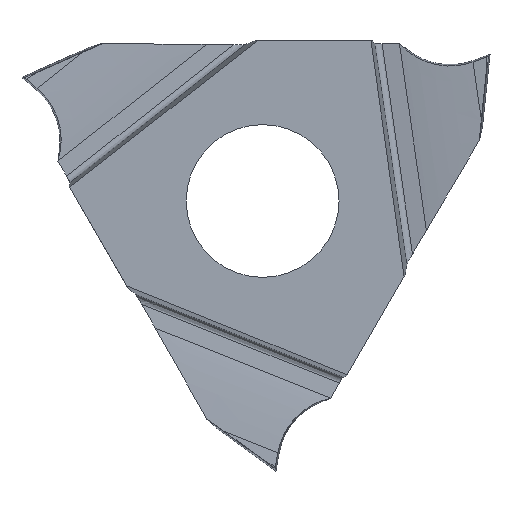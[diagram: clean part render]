
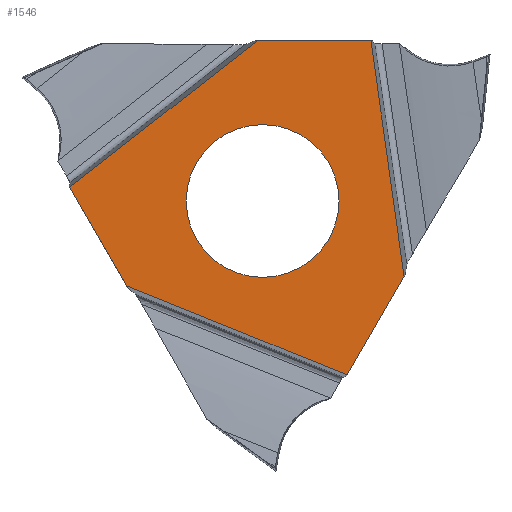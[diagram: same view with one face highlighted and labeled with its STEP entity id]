
A CAD part, left-side view. The second image highlights one B-rep face of the part: STEP entity #1546.
In plain terms, the highlighted planar face has unit normal (-1, 0, 0).
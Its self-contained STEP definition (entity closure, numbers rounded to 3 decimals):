
#18=CARTESIAN_POINT('',(-3.18,0.,0.));
#19=DIRECTION('',(1.,0.,0.));
#20=DIRECTION('',(0.,-0.866,-0.5));
#21=AXIS2_PLACEMENT_3D('',#18,#19,#20);
#27=CARTESIAN_POINT('',(-3.18,0.,0.));
#28=DIRECTION('',(1.,0.,0.));
#29=DIRECTION('',(0.,0.866,0.5));
#30=AXIS2_PLACEMENT_3D('',#27,#28,#29);
#35=DIRECTION('',(0.,1.,0.));
#36=VECTOR('',#35,3.35);
#37=CARTESIAN_POINT('',(-3.18,-3.191,4.72));
#38=LINE('',#37,#36);
#42=DIRECTION('',(0.,0.139,0.99));
#43=VECTOR('',#42,7.011);
#44=CARTESIAN_POINT('',(-3.18,-4.167,-2.223));
#45=LINE('',#44,#43);
#49=DIRECTION('',(0.,-0.5,0.866));
#50=VECTOR('',#49,3.35);
#51=CARTESIAN_POINT('',(-3.18,-2.492,-5.124));
#52=LINE('',#51,#50);
#56=DIRECTION('',(0.,-0.927,-0.375));
#57=VECTOR('',#56,7.011);
#58=CARTESIAN_POINT('',(-3.18,4.008,-2.497));
#59=LINE('',#58,#57);
#63=DIRECTION('',(0.,-0.5,-0.866));
#64=VECTOR('',#63,3.35);
#65=CARTESIAN_POINT('',(-3.18,5.683,0.404));
#66=LINE('',#65,#64);
#70=DIRECTION('',(0.,0.788,-0.616));
#71=VECTOR('',#70,7.011);
#72=CARTESIAN_POINT('',(-3.18,0.158,4.72));
#73=LINE('',#72,#71);
#1376=CARTESIAN_POINT('',(-3.18,-1.949,-1.125));
#1377=CARTESIAN_POINT('',(-3.18,1.949,1.125));
#1378=VERTEX_POINT('',#1376);
#1379=VERTEX_POINT('',#1377);
#1398=CARTESIAN_POINT('',(-3.18,4.008,-2.497));
#1399=CARTESIAN_POINT('',(-3.18,-2.492,-5.124));
#1400=VERTEX_POINT('',#1398);
#1401=VERTEX_POINT('',#1399);
#1416=CARTESIAN_POINT('',(-3.18,-3.191,4.72));
#1417=CARTESIAN_POINT('',(-3.18,0.158,4.72));
#1418=VERTEX_POINT('',#1416);
#1419=VERTEX_POINT('',#1417);
#1449=CARTESIAN_POINT('',(-3.18,5.683,0.404));
#1450=VERTEX_POINT('',#1449);
#1453=CARTESIAN_POINT('',(-3.18,-4.167,-2.223));
#1454=VERTEX_POINT('',#1453);
#1521=CARTESIAN_POINT('',(-3.18,0.,0.));
#1522=DIRECTION('',(-1.,0.,0.));
#1523=DIRECTION('',(0.,0.5,-0.866));
#1524=AXIS2_PLACEMENT_3D('',#1521,#1522,#1523);
#1525=PLANE('',#1524);
#1527=ORIENTED_EDGE('',*,*,#1526,.F.);
#1529=ORIENTED_EDGE('',*,*,#1528,.F.);
#1531=ORIENTED_EDGE('',*,*,#1530,.F.);
#1533=ORIENTED_EDGE('',*,*,#1532,.F.);
#1535=ORIENTED_EDGE('',*,*,#1534,.F.);
#1537=ORIENTED_EDGE('',*,*,#1536,.F.);
#1538=EDGE_LOOP('',(#1527,#1529,#1531,#1533,#1535,#1537));
#1539=FACE_OUTER_BOUND('',#1538,.F.);
#1541=ORIENTED_EDGE('',*,*,#1540,.F.);
#1543=ORIENTED_EDGE('',*,*,#1542,.F.);
#1544=EDGE_LOOP('',(#1541,#1543));
#1545=FACE_BOUND('',#1544,.F.);
#22=CIRCLE('',#21,2.25);
#31=CIRCLE('',#30,2.25);
#1526=EDGE_CURVE('',#1418,#1419,#38,.T.);
#1528=EDGE_CURVE('',#1454,#1418,#45,.T.);
#1530=EDGE_CURVE('',#1401,#1454,#52,.T.);
#1532=EDGE_CURVE('',#1400,#1401,#59,.T.);
#1534=EDGE_CURVE('',#1450,#1400,#66,.T.);
#1536=EDGE_CURVE('',#1419,#1450,#73,.T.);
#1540=EDGE_CURVE('',#1378,#1379,#22,.T.);
#1542=EDGE_CURVE('',#1379,#1378,#31,.T.);
#1546=ADVANCED_FACE('',(#1539,#1545),#1525,.T.);
